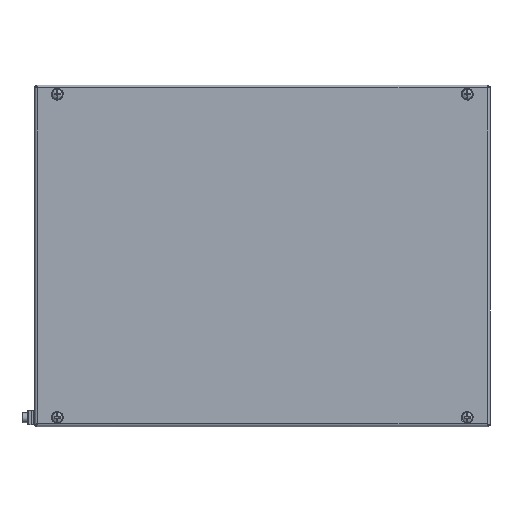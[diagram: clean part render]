
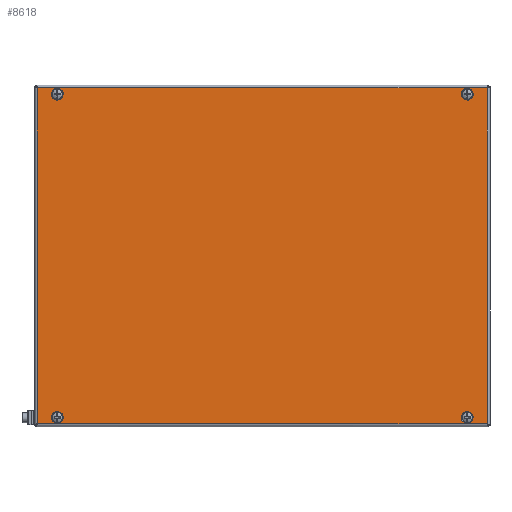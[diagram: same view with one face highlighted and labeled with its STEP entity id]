
A CAD part, top view. The second image highlights one B-rep face of the part: STEP entity #8618.
In plain terms, the highlighted face is planar.
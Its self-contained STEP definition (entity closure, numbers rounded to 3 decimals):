
#1011=LINE('',#18646,#1614);
#1012=LINE('',#18648,#1615);
#1013=LINE('',#18650,#1616);
#1014=LINE('',#18651,#1617);
#1614=VECTOR('',#11551,1000.);
#1615=VECTOR('',#11552,1000.);
#1616=VECTOR('',#11553,1000.);
#1617=VECTOR('',#11554,1000.);
#1922=PLANE('',#9472);
#2139=FACE_BOUND('',#3312,.T.);
#2140=FACE_BOUND('',#3313,.T.);
#2141=FACE_BOUND('',#3314,.T.);
#2142=FACE_BOUND('',#3315,.T.);
#2610=FACE_OUTER_BOUND('',#3311,.T.);
#3311=EDGE_LOOP('',(#7497,#7498,#7499,#7500));
#3312=EDGE_LOOP('',(#7501));
#3313=EDGE_LOOP('',(#7502));
#3314=EDGE_LOOP('',(#7503));
#3315=EDGE_LOOP('',(#7504));
#3746=CIRCLE('',#9461,4.);
#3748=CIRCLE('',#9464,4.);
#3750=CIRCLE('',#9467,4.);
#3752=CIRCLE('',#9470,4.);
#4360=VERTEX_POINT('',#18617);
#4362=VERTEX_POINT('',#18622);
#4364=VERTEX_POINT('',#18627);
#4366=VERTEX_POINT('',#18632);
#4371=VERTEX_POINT('',#18644);
#4372=VERTEX_POINT('',#18645);
#4373=VERTEX_POINT('',#18647);
#4374=VERTEX_POINT('',#18649);
#5427=EDGE_CURVE('',#4360,#4360,#3746,.T.);
#5429=EDGE_CURVE('',#4362,#4362,#3748,.T.);
#5431=EDGE_CURVE('',#4364,#4364,#3750,.T.);
#5433=EDGE_CURVE('',#4366,#4366,#3752,.T.);
#5438=EDGE_CURVE('',#4371,#4372,#1011,.T.);
#5439=EDGE_CURVE('',#4372,#4373,#1012,.T.);
#5440=EDGE_CURVE('',#4373,#4374,#1013,.T.);
#5441=EDGE_CURVE('',#4374,#4371,#1014,.T.);
#7497=ORIENTED_EDGE('',*,*,#5438,.T.);
#7498=ORIENTED_EDGE('',*,*,#5439,.T.);
#7499=ORIENTED_EDGE('',*,*,#5440,.T.);
#7500=ORIENTED_EDGE('',*,*,#5441,.T.);
#7501=ORIENTED_EDGE('',*,*,#5427,.F.);
#7502=ORIENTED_EDGE('',*,*,#5429,.F.);
#7503=ORIENTED_EDGE('',*,*,#5431,.F.);
#7504=ORIENTED_EDGE('',*,*,#5433,.F.);
#8618=ADVANCED_FACE('',(#2610,#2139,#2140,#2141,#2142),#1922,.F.);
#9461=AXIS2_PLACEMENT_3D('',#18618,#11523,#11524);
#9464=AXIS2_PLACEMENT_3D('',#18623,#11529,#11530);
#9467=AXIS2_PLACEMENT_3D('',#18628,#11535,#11536);
#9470=AXIS2_PLACEMENT_3D('',#18633,#11541,#11542);
#9472=AXIS2_PLACEMENT_3D('',#18643,#11549,#11550);
#11523=DIRECTION('center_axis',(0.,0.,-1.));
#11524=DIRECTION('ref_axis',(1.,0.,0.));
#11529=DIRECTION('center_axis',(0.,0.,-1.));
#11530=DIRECTION('ref_axis',(-1.,0.,0.));
#11535=DIRECTION('center_axis',(0.,0.,-1.));
#11536=DIRECTION('ref_axis',(1.,0.,0.));
#11541=DIRECTION('center_axis',(0.,0.,-1.));
#11542=DIRECTION('ref_axis',(-1.,0.,0.));
#11549=DIRECTION('center_axis',(0.,0.,1.));
#11550=DIRECTION('ref_axis',(1.,0.,0.));
#11551=DIRECTION('',(-1.,0.,0.));
#11552=DIRECTION('',(0.,1.,0.));
#11553=DIRECTION('',(1.,0.,0.));
#11554=DIRECTION('',(0.,-1.,0.));
#18617=CARTESIAN_POINT('',(176.,-142.,0.));
#18618=CARTESIAN_POINT('Origin',(180.,-142.,0.));
#18622=CARTESIAN_POINT('',(-184.,-142.,0.));
#18623=CARTESIAN_POINT('Origin',(-180.,-142.,0.));
#18627=CARTESIAN_POINT('',(-184.,142.,0.));
#18628=CARTESIAN_POINT('Origin',(-180.,142.,0.));
#18632=CARTESIAN_POINT('',(176.,142.,0.));
#18633=CARTESIAN_POINT('Origin',(180.,142.,0.));
#18643=CARTESIAN_POINT('Origin',(-200.,150.,0.));
#18644=CARTESIAN_POINT('',(197.5,-147.5,0.));
#18645=CARTESIAN_POINT('',(-197.5,-147.5,0.));
#18646=CARTESIAN_POINT('',(198.743,-147.5,0.));
#18647=CARTESIAN_POINT('',(-197.5,147.5,0.));
#18648=CARTESIAN_POINT('',(-197.5,-148.743,0.));
#18649=CARTESIAN_POINT('',(197.5,147.5,0.));
#18650=CARTESIAN_POINT('',(-198.743,147.5,0.));
#18651=CARTESIAN_POINT('',(197.5,148.743,0.));
